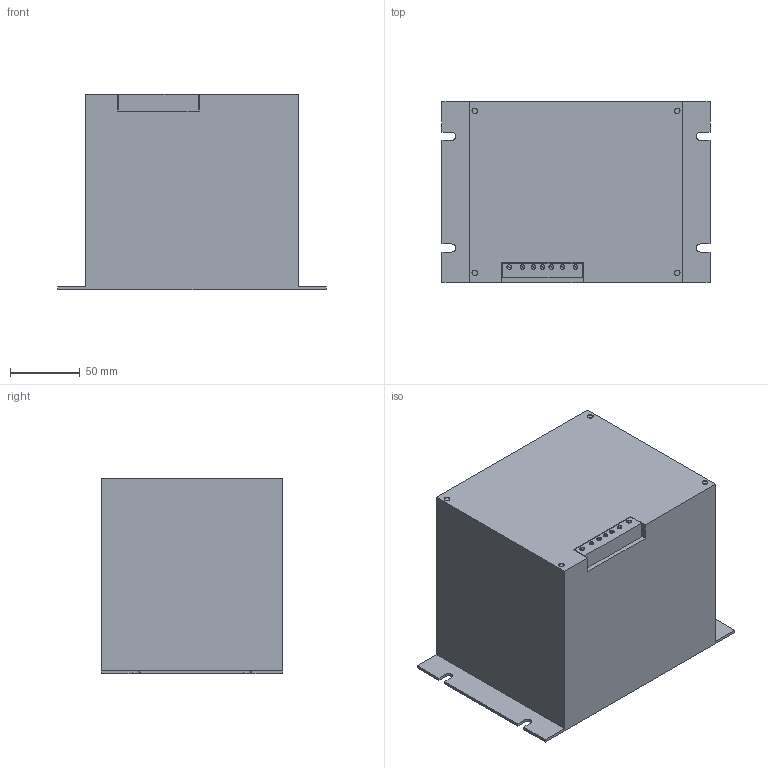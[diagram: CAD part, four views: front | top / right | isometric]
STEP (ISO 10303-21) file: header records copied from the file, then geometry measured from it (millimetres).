
FILE_DESCRIPTION((''),'2;1');
FILE_NAME('3d_31BCE0524.stp','2012-10-10T13:53:46',(''),(''),'Mechanical Desktop 2011','Mechanical Desktop 2011',', , ');
FILE_SCHEMA(('CONFIG_CONTROL_DESIGN'));
Length unit declared in the file: millimetre
Products named in the file (1): Product
Bounding box: 192 x 130 x 140 mm (x, y, z)
Volume: 2791407.2 mm3; surface area: 132277.7 mm2
Topology: 2 solids, 2 shells, 97 faces, 321 edges, 290 vertices
Faces by surface type: plane 71, cylinder 26
Entity records: 3549 total; most frequent: CARTESIAN_POINT 671, DIRECTION 615, ORIENTED_EDGE 522, EDGE_CURVE 261, VECTOR 215, LINE 215, AXIS2_PLACEMENT_3D 200, VERTEX_POINT 179
